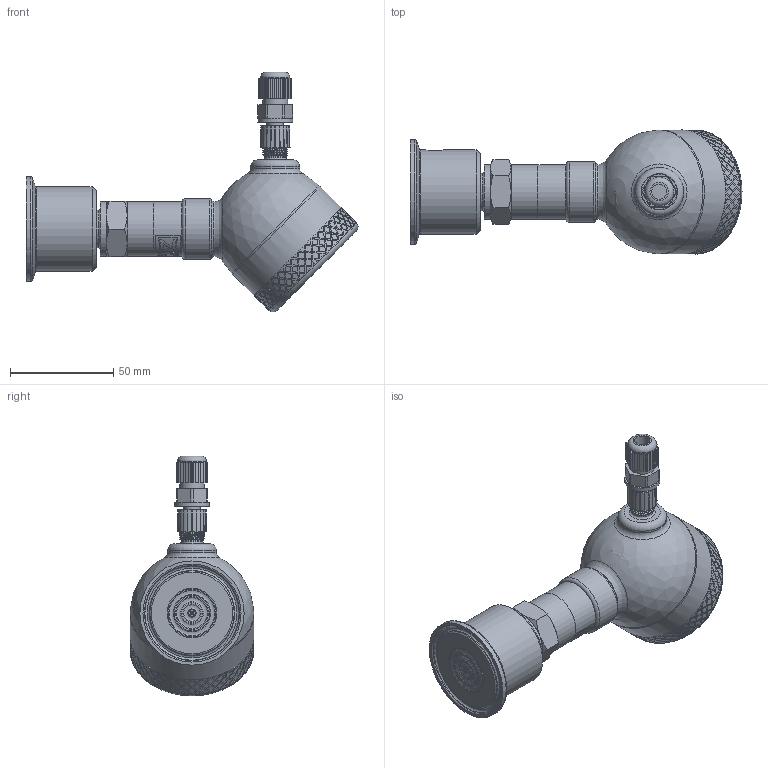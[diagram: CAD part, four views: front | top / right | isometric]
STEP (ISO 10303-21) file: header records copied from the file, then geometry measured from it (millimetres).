
FILE_DESCRIPTION(/* description */ (''),/* implementation_level */ '2;1');
FILE_NAME(/* name */ 'APZ3420sFH_ClampDN1_3.step',/* time_stamp */ '2021-07-08T16:33:14+03:00',/* author */ (''),/* organization */ (''),/* preprocessor_version */ 'ST-DEVELOPER v18.1',/* originating_system */ 'Autodesk Translation Framework v10.9.0.1377',/* authorisation */ '');
FILE_SCHEMA (('AUTOMOTIVE_DESIGN { 1 0 10303 214 3 1 1 }','TECHNICAL_DATA_PACKAGING'));
Length unit declared in the file: millimetre
Products named in the file (8): АПЗ 3420s заполненный 
+ полевой корпус; G1\2EN; Clamp DN1 diaphragm 24 v2; Заполненный полевой 
корпус v13; Main body; Cover without display; M12x1 adapter; M12x1 female straight v9
Assembly tree (7 placements, depth 3):
  АПЗ 3420s заполненный 
+ полевой корпус
    G1\2EN
    Clamp DN1 diaphragm 24 v2
    Заполненный полевой 
корпус v13
      Main body
      Cover without display
      M12x1 adapter
      M12x1 female straight v9
Bounding box: 160.92 x 60.1 x 116.18 mm (x, y, z)
Volume: 276298.4 mm3; surface area: 48826.9 mm2
Topology: 8 solids, 8 shells, 1610 faces, 3955 edges, 2619 vertices
Faces by surface type: bspline 932, cylinder 315, plane 285, cone 47, torus 30, sphere 1
Full cylindrical faces by diameter (mm): 1 x4, 2 x1, 3 x1, 3.3 x1, 5 x1, 6 x3, 7.3 x1, 8 x3, 9.3 x1, 10.293 x1, 10.5 x2, 10.741 x7, 11.884 x6, 12 x1, 14 x1, 16.7 x1, 17 x1, 17.5 x1, 18 x1, 18.631 x7, 19.7 x1, 20.955 x7, 21.6 x1, 21.767 x1, 22 x1, 22.4 x2, 23.6 x1, 23.8 x1, 24 x1, 24.5 x2
Entity records: 72043 total; most frequent: CARTESIAN_POINT 41253, ORIENTED_EDGE 7906, EDGE_CURVE 3953, DIRECTION 3211, B_SPLINE_CURVE_WITH_KNOTS 2629, VERTEX_POINT 2619, EDGE_LOOP 1876, FACE_OUTER_BOUND 1610
